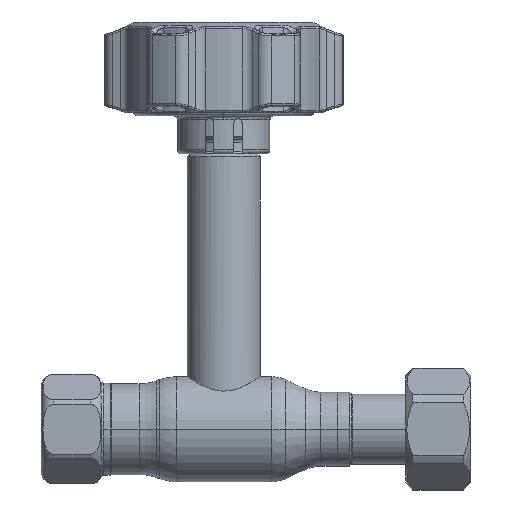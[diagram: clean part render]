
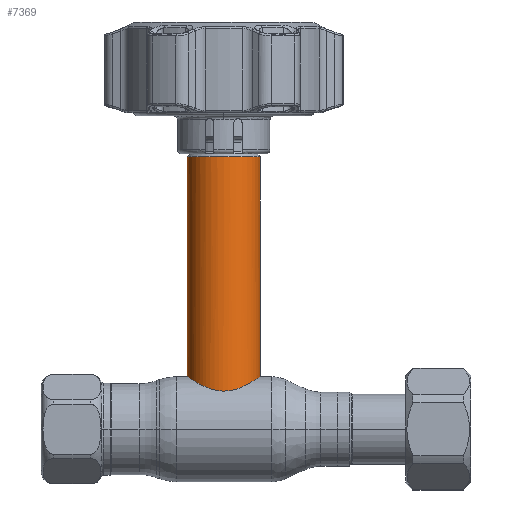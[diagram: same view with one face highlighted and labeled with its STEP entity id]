
A CAD part, top view. The second image highlights one B-rep face of the part: STEP entity #7369.
In plain terms, the highlighted cylindrical face has radius 9 mm (diameter 18 mm), a partial arc.
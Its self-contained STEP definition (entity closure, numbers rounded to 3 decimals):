
#402 = DIRECTION ( 'NONE',  ( 0., -1., 0. ) ) ;
#932 = CARTESIAN_POINT ( 'NONE',  ( 8.046, 12.358, 4.075 ) ) ;
#1126 = CARTESIAN_POINT ( 'NONE',  ( 9., 0., 0. ) ) ;
#1288 = CARTESIAN_POINT ( 'NONE',  ( -9., 13., 0.304 ) ) ;
#1492 = CARTESIAN_POINT ( 'NONE',  ( -4.03, 10.207, 8.052 ) ) ;
#1750 = EDGE_LOOP ( 'NONE', ( #29660, #23911, #2517, #28651 ) ) ;
#2517 = ORIENTED_EDGE ( 'NONE', *, *, #2985, .T. ) ;
#2985 = EDGE_CURVE ( 'NONE', #3924, #3829, #15411, .T. ) ;
#3655 = CYLINDRICAL_SURFACE ( 'NONE', #35483, 9. ) ;
#3722 = CARTESIAN_POINT ( 'NONE',  ( -2.103, 9.609, 8.756 ) ) ;
#3829 = VERTEX_POINT ( 'NONE', #7964 ) ;
#3924 = VERTEX_POINT ( 'NONE', #35721 ) ;
#4258 = CARTESIAN_POINT ( 'NONE',  ( 4.053, 10.207, 8.057 ) ) ;
#5780 = CARTESIAN_POINT ( 'NONE',  ( 0., 67.169, 0. ) ) ;
#6688 = CARTESIAN_POINT ( 'NONE',  ( 0.624, 9.397, 8.983 ) ) ;
#6875 = CARTESIAN_POINT ( 'NONE',  ( 1.528, 9.5, 8.874 ) ) ;
#7050 = CARTESIAN_POINT ( 'NONE',  ( -6.731, 11.545, 5.981 ) ) ;
#7231 = CARTESIAN_POINT ( 'NONE',  ( 9., 13., 0. ) ) ;
#7369 = ADVANCED_FACE ( 'NONE', ( #18259 ), #3655, .T. ) ;
#7964 = CARTESIAN_POINT ( 'NONE',  ( 9., 13., 0. ) ) ;
#8214 = VERTEX_POINT ( 'NONE', #20974 ) ;
#9098 = DIRECTION ( 'NONE',  ( 0., -1., 0. ) ) ;
#9277 = CARTESIAN_POINT ( 'NONE',  ( 9., 67.169, 0. ) ) ;
#9473 = CARTESIAN_POINT ( 'NONE',  ( -4.538, 10.418, 7.778 ) ) ;
#9643 = CARTESIAN_POINT ( 'NONE',  ( -7.099, 11.764, 5.539 ) ) ;
#10008 = CARTESIAN_POINT ( 'NONE',  ( -2.396, 9.678, 8.68 ) ) ;
#12047 = CARTESIAN_POINT ( 'NONE',  ( -0.61, 9.38, 9. ) ) ;
#12228 = CARTESIAN_POINT ( 'NONE',  ( -9., 13., 0. ) ) ;
#12308 = EDGE_CURVE ( 'NONE', #35544, #3829, #25981, .T. ) ;
#12400 = CARTESIAN_POINT ( 'NONE',  ( -7.598, 12.071, 4.833 ) ) ;
#12409 = DIRECTION ( 'NONE',  ( 0., -1., 0. ) ) ;
#12571 = CARTESIAN_POINT ( 'NONE',  ( -8.512, 12.666, 2.985 ) ) ;
#12768 = CARTESIAN_POINT ( 'NONE',  ( 2.411, 9.682, 8.676 ) ) ;
#14914 = CARTESIAN_POINT ( 'NONE',  ( 0., 0., 0. ) ) ;
#14988 = CARTESIAN_POINT ( 'NONE',  ( -1.214, 9.441, 8.938 ) ) ;
#15179 = CARTESIAN_POINT ( 'NONE',  ( -7.749, 12.167, 4.586 ) ) ;
#15411 = B_SPLINE_CURVE_WITH_KNOTS ( 'NONE', 3,
 ( #12228, #1288, #15739, #26844, #17777, #27036, #12571, #29803, #32028, #15179, #12400, #32210, #9643, #7050, #20905, #20736, #29069, #18329, #9473, #1492, #23884, #29440, #18154, #10008, #3722, #14988, #12047, #34623, #6688, #35353, #6875, #29621, #12768, #23532, #35158, #4258, #21093, #31858, #23335, #17952, #26306, #15542, #932, #21286, #26486, #34810, #32572, #7231 ),
 .UNSPECIFIED., .F., .F.,
 ( 4, 2, 2, 2, 2, 2, 2, 2, 2, 2, 2, 2, 2, 2, 2, 2, 2, 2, 2, 2, 2, 2, 2, 4 ),
 ( 0.029, 0.03, 0.031, 0.033, 0.034, 0.035, 0.036, 0.036, 0.038, 0.039, 0.04, 0.041, 0.042, 0.044, 0.045, 0.046, 0.047, 0.047, 0.049, 0.051, 0.053, 0.055, 0.057, 0.058 ),
 .UNSPECIFIED. ) ;
#15542 = CARTESIAN_POINT ( 'NONE',  ( 7.768, 12.177, 4.582 ) ) ;
#15739 = CARTESIAN_POINT ( 'NONE',  ( -8.985, 12.989, 0.608 ) ) ;
#17063 = DIRECTION ( 'NONE',  ( 1., 0., 0. ) ) ;
#17777 = CARTESIAN_POINT ( 'NONE',  ( -8.876, 12.914, 1.521 ) ) ;
#17952 = CARTESIAN_POINT ( 'NONE',  ( 6.75, 11.552, 5.98 ) ) ;
#18154 = CARTESIAN_POINT ( 'NONE',  ( -2.961, 9.833, 8.504 ) ) ;
#18259 = FACE_OUTER_BOUND ( 'NONE', #1750, .T. ) ;
#18329 = CARTESIAN_POINT ( 'NONE',  ( -4.785, 10.529, 7.628 ) ) ;
#20064 = EDGE_CURVE ( 'NONE', #8214, #3924, #32203, .T. ) ;
#20736 = CARTESIAN_POINT ( 'NONE',  ( -5.931, 11.094, 6.793 ) ) ;
#20905 = CARTESIAN_POINT ( 'NONE',  ( -6.537, 11.433, 6.193 ) ) ;
#20974 = CARTESIAN_POINT ( 'NONE',  ( -9., 67.169, 0. ) ) ;
#20999 = VECTOR ( 'NONE', #9098, 1000. ) ;
#21093 = CARTESIAN_POINT ( 'NONE',  ( 4.557, 10.421, 7.782 ) ) ;
#21286 = CARTESIAN_POINT ( 'NONE',  ( 8.509, 12.664, 2.992 ) ) ;
#22391 = EDGE_CURVE ( 'NONE', #35544, #8214, #24805, .T. ) ;
#23335 = CARTESIAN_POINT ( 'NONE',  ( 5.945, 11.101, 6.781 ) ) ;
#23532 = CARTESIAN_POINT ( 'NONE',  ( 2.978, 9.838, 8.498 ) ) ;
#23884 = CARTESIAN_POINT ( 'NONE',  ( -3.77, 10.107, 8.177 ) ) ;
#23911 = ORIENTED_EDGE ( 'NONE', *, *, #20064, .T. ) ;
#24805 = CIRCLE ( 'NONE', #29499, 9. ) ;
#25981 = LINE ( 'NONE', #1126, #35406 ) ;
#26239 = DIRECTION ( 'NONE',  ( 0., -1., 0. ) ) ;
#26306 = CARTESIAN_POINT ( 'NONE',  ( 7.121, 11.775, 5.534 ) ) ;
#26486 = CARTESIAN_POINT ( 'NONE',  ( 8.693, 12.789, 2.408 ) ) ;
#26763 = DIRECTION ( 'NONE',  ( 1., 0., 0. ) ) ;
#26844 = CARTESIAN_POINT ( 'NONE',  ( -8.923, 12.947, 1.216 ) ) ;
#27036 = CARTESIAN_POINT ( 'NONE',  ( -8.691, 12.788, 2.414 ) ) ;
#28651 = ORIENTED_EDGE ( 'NONE', *, *, #12308, .F. ) ;
#29069 = CARTESIAN_POINT ( 'NONE',  ( -5.495, 10.864, 7.151 ) ) ;
#29243 = CARTESIAN_POINT ( 'NONE',  ( -9., 0., 0. ) ) ;
#29440 = CARTESIAN_POINT ( 'NONE',  ( -3.235, 9.92, 8.403 ) ) ;
#29499 = AXIS2_PLACEMENT_3D ( 'NONE', #5780, #402, #17063 ) ;
#29621 = CARTESIAN_POINT ( 'NONE',  ( 2.118, 9.613, 8.752 ) ) ;
#29660 = ORIENTED_EDGE ( 'NONE', *, *, #22391, .T. ) ;
#29803 = CARTESIAN_POINT ( 'NONE',  ( -8.161, 12.434, 3.806 ) ) ;
#31858 = CARTESIAN_POINT ( 'NONE',  ( 5.508, 10.87, 7.141 ) ) ;
#32028 = CARTESIAN_POINT ( 'NONE',  ( -8.031, 12.348, 4.073 ) ) ;
#32203 = LINE ( 'NONE', #29243, #20999 ) ;
#32210 = CARTESIAN_POINT ( 'NONE',  ( -7.273, 11.869, 5.31 ) ) ;
#32572 = CARTESIAN_POINT ( 'NONE',  ( 9., 13., 0.617 ) ) ;
#34623 = CARTESIAN_POINT ( 'NONE',  ( 0.315, 9.381, 9. ) ) ;
#34810 = CARTESIAN_POINT ( 'NONE',  ( 8.937, 12.956, 1.224 ) ) ;
#35158 = CARTESIAN_POINT ( 'NONE',  ( 3.252, 9.925, 8.397 ) ) ;
#35353 = CARTESIAN_POINT ( 'NONE',  ( 1.229, 9.456, 8.921 ) ) ;
#35406 = VECTOR ( 'NONE', #12409, 1000. ) ;
#35483 = AXIS2_PLACEMENT_3D ( 'NONE', #14914, #26239, #26763 ) ;
#35544 = VERTEX_POINT ( 'NONE', #9277 ) ;
#35721 = CARTESIAN_POINT ( 'NONE',  ( -9., 13., 0. ) ) ;
